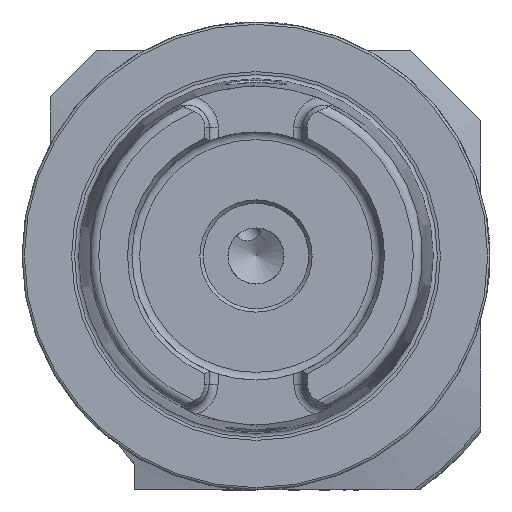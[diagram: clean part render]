
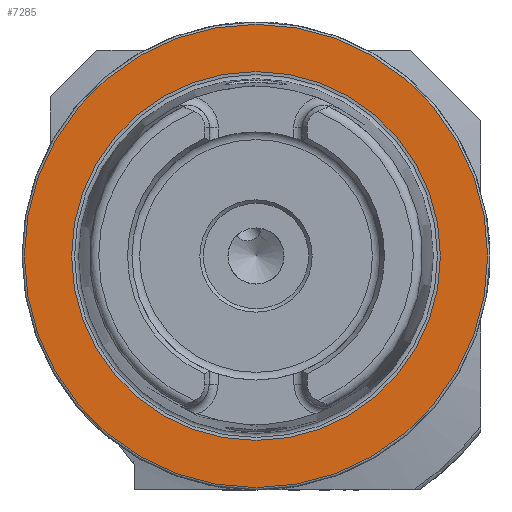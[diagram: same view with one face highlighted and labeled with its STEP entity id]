
A CAD part, left-side view. The second image highlights one B-rep face of the part: STEP entity #7285.
In plain terms, the highlighted planar face has unit normal (-1, 0, 0).
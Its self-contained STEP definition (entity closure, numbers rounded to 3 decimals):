
#322 = PLANE ( 'NONE',  #5187 ) ;
#575 = DIRECTION ( 'NONE',  ( -1., 0., 0. ) ) ;
#1130 = CIRCLE ( 'NONE', #5349, 49.5 ) ;
#1712 = DIRECTION ( 'NONE',  ( -1., 0., 0. ) ) ;
#1846 = ORIENTED_EDGE ( 'NONE', *, *, #4688, .F. ) ;
#1856 = ORIENTED_EDGE ( 'NONE', *, *, #2080, .T. ) ;
#2080 = EDGE_CURVE ( 'NONE', #4397, #4397, #1130, .T. ) ;
#2124 = FACE_OUTER_BOUND ( 'NONE', #7062, .T. ) ;
#2325 = CARTESIAN_POINT ( 'NONE',  ( 0., 0., 0. ) ) ;
#2717 = CARTESIAN_POINT ( 'NONE',  ( 0., 0., 49.5 ) ) ;
#3448 = DIRECTION ( 'NONE',  ( 1., 0., 0. ) ) ;
#3523 = CARTESIAN_POINT ( 'NONE',  ( 0., 0., 0. ) ) ;
#3673 = CIRCLE ( 'NONE', #6931, 39.405 ) ;
#4397 = VERTEX_POINT ( 'NONE', #2717 ) ;
#4421 = FACE_BOUND ( 'NONE', #7238, .T. ) ;
#4688 = EDGE_CURVE ( 'NONE', #6925, #6925, #3673, .T. ) ;
#5187 = AXIS2_PLACEMENT_3D ( 'NONE', #6595, #3448, #7239 ) ;
#5349 = AXIS2_PLACEMENT_3D ( 'NONE', #3523, #1712, #7972 ) ;
#6595 = CARTESIAN_POINT ( 'NONE',  ( 0., 49.5, 0. ) ) ;
#6925 = VERTEX_POINT ( 'NONE', #7706 ) ;
#6931 = AXIS2_PLACEMENT_3D ( 'NONE', #2325, #575, #7899 ) ;
#7062 = EDGE_LOOP ( 'NONE', ( #1856 ) ) ;
#7238 = EDGE_LOOP ( 'NONE', ( #1846 ) ) ;
#7239 = DIRECTION ( 'NONE',  ( 0., 0., -1. ) ) ;
#7285 = ADVANCED_FACE ( 'NONE', ( #4421, #2124 ), #322, .F. ) ;
#7706 = CARTESIAN_POINT ( 'NONE',  ( 0., 0., 39.405 ) ) ;
#7899 = DIRECTION ( 'NONE',  ( 0., 0., 1. ) ) ;
#7972 = DIRECTION ( 'NONE',  ( 0., 0., 1. ) ) ;
